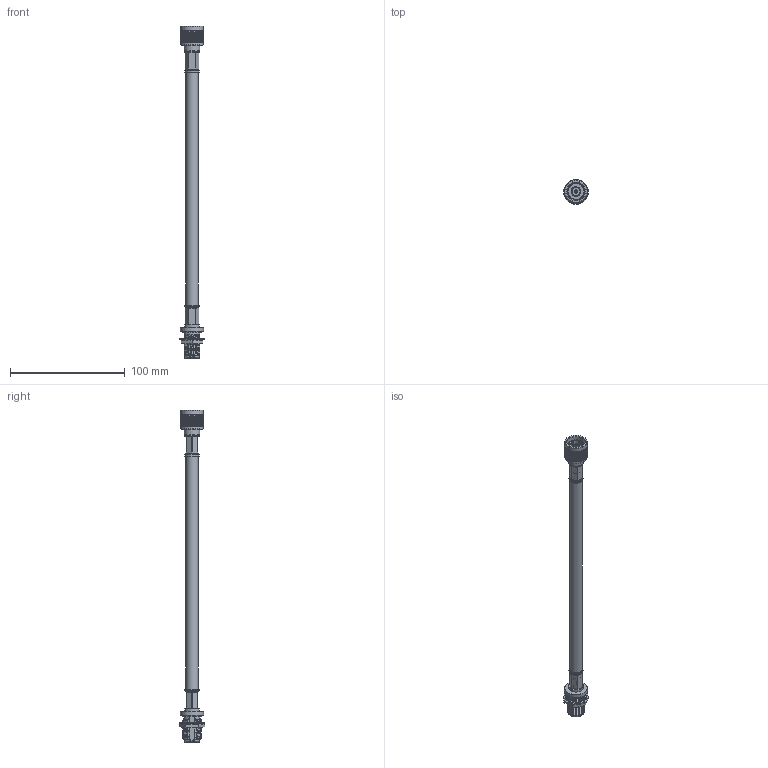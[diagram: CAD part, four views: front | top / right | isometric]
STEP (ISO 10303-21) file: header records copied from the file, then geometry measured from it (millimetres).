
FILE_DESCRIPTION (( 'STEP AP203' ), '1' );
FILE_NAME ('PE3217LF_3D.step', '2021-02-24T19:29:48', ( '' ), ( '' ), 'SwSTEP 2.0', 'SolidWorks 2018', '' );
FILE_SCHEMA (( 'CONFIG_CONTROL_DESIGN' ));
Length unit declared in the file: inch
Products named in the file (4): PE4941^PE3217LF_Crimped; PE4048^PE3217LF_Crimped; PE3217LF_3D; RG214U^PE3217LF_RG214
Assembly tree (3 placements, depth 2):
  PE3217LF_3D
    RG214U^PE3217LF_RG214
    PE4048^PE3217LF_Crimped
    PE4941^PE3217LF_Crimped
Bounding box: 21.59 x 22 x 289.55 mm (x, y, z)
Volume: 29291.9 mm3; surface area: 17738.6 mm2
Topology: 5 solids, 6 shells, 3116 faces, 6952 edges, 3843 vertices
Faces by surface type: bspline 2320, cylinder 626, plane 126, cone 42, torus 2
Full cylindrical faces by diameter (mm): 1.524 x1, 2.489 x1, 2.658 x1, 2.794 x1, 2.906 x1, 2.997 x1, 6.731 x1, 6.985 x1, 7.493 x1, 7.544 x1, 8.255 x2, 9.5 x1, 10.795 x1, 11.234 x2, 12.25 x2, 12.268 x1, 12.7 x1, 13.547 x1, 13.792 x1, 15.737 x1, 15.875 x5, 18.277 x1, 19.715 x2, 20.32 x1, 21.59 x1
Entity records: 193607 total; most frequent: CARTESIAN_POINT 150688, ORIENTED_EDGE 13736, EDGE_CURVE 6868, VERTEX_POINT 3813, EDGE_LOOP 3191, FACE_OUTER_BOUND 3144, ADVANCED_FACE 3111, B_SPLINE_CURVE_WITH_KNOTS 3090
